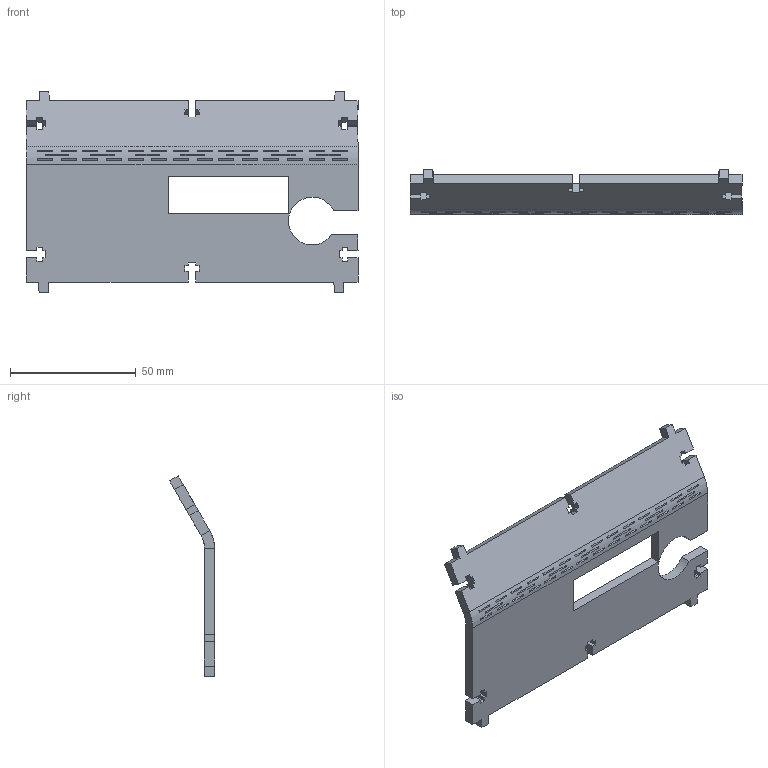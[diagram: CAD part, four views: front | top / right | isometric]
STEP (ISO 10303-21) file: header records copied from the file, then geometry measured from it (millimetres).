
FILE_DESCRIPTION (( 'STEP AP214' ), '1' );
FILE_NAME ('1093-A2P-A.STEP', '2013-05-15T14:48:24', ( '3DAssist' ), ( '' ), 'SwSTEP 2.0', 'SolidWorks 2013', '' );
FILE_SCHEMA (( 'AUTOMOTIVE_DESIGN' ));
Length unit declared in the file: millimetre
Products named in the file (1): 1093-A2P-A
Bounding box: 132.1 x 17.91 x 79.7 mm (x, y, z)
Volume: 34060.8 mm3; surface area: 22064.9 mm2
Topology: 1 solids, 1 shells, 250 faces, 736 edges, 488 vertices
Faces by surface type: plane 247, cylinder 3
Entity records: 8460 total; most frequent: CARTESIAN_POINT 1475, ORIENTED_EDGE 1472, DIRECTION 1384, EDGE_CURVE 736, VECTOR 590, LINE 590, VERTEX_POINT 488, AXIS2_PLACEMENT_3D 397
